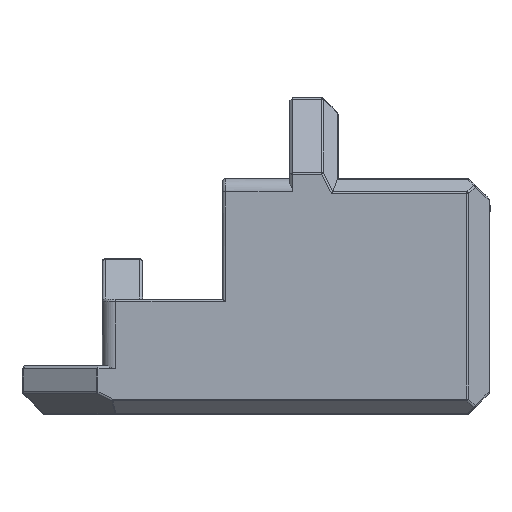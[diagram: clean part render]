
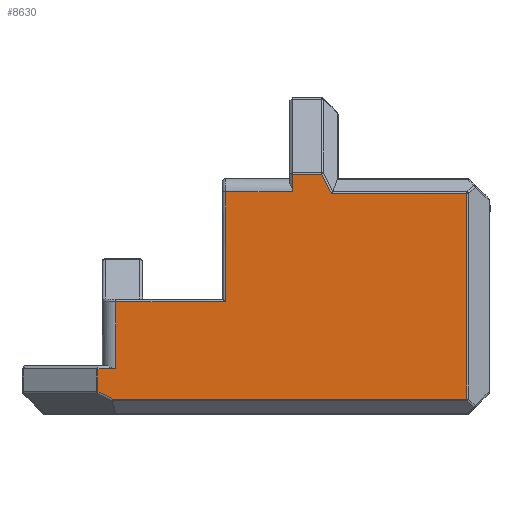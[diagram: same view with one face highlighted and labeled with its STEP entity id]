
A CAD part, front view. The second image highlights one B-rep face of the part: STEP entity #8630.
In plain terms, the highlighted planar face has unit normal (0, -1, 0).
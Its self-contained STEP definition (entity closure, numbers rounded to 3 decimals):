
#1010=FACE_OUTER_BOUND('',#1592,.T.);
#1592=EDGE_LOOP('',(#5912,#5913,#5914,#5915,#5916,#5917,#5918,#5919,#5920,
#5921,#5922,#5923,#5924));
#2249=LINE('',#13376,#3005);
#2250=LINE('',#13378,#3006);
#2251=LINE('',#13380,#3007);
#2252=LINE('',#13382,#3008);
#2253=LINE('',#13384,#3009);
#2254=LINE('',#13386,#3010);
#2255=LINE('',#13388,#3011);
#2256=LINE('',#13390,#3012);
#2257=LINE('',#13392,#3013);
#2258=LINE('',#13394,#3014);
#2259=LINE('',#13396,#3015);
#2260=LINE('',#13398,#3016);
#2261=LINE('',#13399,#3017);
#3005=VECTOR('',#10454,10.);
#3006=VECTOR('',#10455,10.);
#3007=VECTOR('',#10456,10.);
#3008=VECTOR('',#10457,10.);
#3009=VECTOR('',#10458,10.);
#3010=VECTOR('',#10459,10.);
#3011=VECTOR('',#10460,10.);
#3012=VECTOR('',#10461,10.);
#3013=VECTOR('',#10462,10.);
#3014=VECTOR('',#10463,10.);
#3015=VECTOR('',#10464,10.);
#3016=VECTOR('',#10465,10.);
#3017=VECTOR('',#10466,10.);
#3725=VERTEX_POINT('',#13374);
#3726=VERTEX_POINT('',#13375);
#3727=VERTEX_POINT('',#13377);
#3728=VERTEX_POINT('',#13379);
#3729=VERTEX_POINT('',#13381);
#3730=VERTEX_POINT('',#13383);
#3731=VERTEX_POINT('',#13385);
#3732=VERTEX_POINT('',#13387);
#3733=VERTEX_POINT('',#13389);
#3734=VERTEX_POINT('',#13391);
#3735=VERTEX_POINT('',#13393);
#3736=VERTEX_POINT('',#13395);
#3737=VERTEX_POINT('',#13397);
#4520=EDGE_CURVE('',#3725,#3726,#2249,.T.);
#4521=EDGE_CURVE('',#3727,#3725,#2250,.T.);
#4522=EDGE_CURVE('',#3728,#3727,#2251,.T.);
#4523=EDGE_CURVE('',#3729,#3728,#2252,.T.);
#4524=EDGE_CURVE('',#3730,#3729,#2253,.T.);
#4525=EDGE_CURVE('',#3731,#3730,#2254,.T.);
#4526=EDGE_CURVE('',#3732,#3731,#2255,.T.);
#4527=EDGE_CURVE('',#3733,#3732,#2256,.T.);
#4528=EDGE_CURVE('',#3734,#3733,#2257,.T.);
#4529=EDGE_CURVE('',#3735,#3734,#2258,.T.);
#4530=EDGE_CURVE('',#3736,#3735,#2259,.T.);
#4531=EDGE_CURVE('',#3737,#3736,#2260,.T.);
#4532=EDGE_CURVE('',#3726,#3737,#2261,.T.);
#5912=ORIENTED_EDGE('',*,*,#4520,.F.);
#5913=ORIENTED_EDGE('',*,*,#4521,.F.);
#5914=ORIENTED_EDGE('',*,*,#4522,.F.);
#5915=ORIENTED_EDGE('',*,*,#4523,.F.);
#5916=ORIENTED_EDGE('',*,*,#4524,.F.);
#5917=ORIENTED_EDGE('',*,*,#4525,.F.);
#5918=ORIENTED_EDGE('',*,*,#4526,.F.);
#5919=ORIENTED_EDGE('',*,*,#4527,.F.);
#5920=ORIENTED_EDGE('',*,*,#4528,.F.);
#5921=ORIENTED_EDGE('',*,*,#4529,.F.);
#5922=ORIENTED_EDGE('',*,*,#4530,.F.);
#5923=ORIENTED_EDGE('',*,*,#4531,.F.);
#5924=ORIENTED_EDGE('',*,*,#4532,.F.);
#8414=PLANE('',#9233);
#8630=ADVANCED_FACE('',(#1010),#8414,.F.);
#9233=AXIS2_PLACEMENT_3D('',#13373,#10452,#10453);
#10452=DIRECTION('center_axis',(0.,1.,0.));
#10453=DIRECTION('ref_axis',(1.,0.,0.));
#10454=DIRECTION('',(-1.,0.,0.));
#10455=DIRECTION('',(0.,0.,-1.));
#10456=DIRECTION('',(1.,0.,0.));
#10457=DIRECTION('',(0.447,0.,-0.894));
#10458=DIRECTION('',(1.,0.,0.));
#10459=DIRECTION('',(0.,0.,1.));
#10460=DIRECTION('',(1.,0.,0.));
#10461=DIRECTION('',(0.,0.,1.));
#10462=DIRECTION('',(1.,0.,0.));
#10463=DIRECTION('',(0.,0.,1.));
#10464=DIRECTION('',(1.,0.,0.));
#10465=DIRECTION('',(0.,0.,1.));
#10466=DIRECTION('',(-0.894,0.,0.447));
#13373=CARTESIAN_POINT('Origin',(-1.6,-17.562,10.62));
#13374=CARTESIAN_POINT('',(13.119,-17.562,1.151));
#13375=CARTESIAN_POINT('',(-13.324,-17.562,1.151));
#13376=CARTESIAN_POINT('',(-2.475,-17.562,1.151));
#13377=CARTESIAN_POINT('',(13.119,-17.562,16.488));
#13378=CARTESIAN_POINT('',(13.119,-17.562,10.42));
#13379=CARTESIAN_POINT('',(3.015,-17.562,16.488));
#13380=CARTESIAN_POINT('',(-1.475,-17.562,16.488));
#13381=CARTESIAN_POINT('',(2.286,-17.562,17.946));
#13382=CARTESIAN_POINT('',(1.624,-17.562,19.27));
#13383=CARTESIAN_POINT('',(0.1,-17.562,17.946));
#13384=CARTESIAN_POINT('',(1.2,-17.562,17.946));
#13385=CARTESIAN_POINT('',(0.1,-17.562,16.62));
#13386=CARTESIAN_POINT('',(0.1,-17.562,20.495));
#13387=CARTESIAN_POINT('',(-4.9,-17.562,16.62));
#13388=CARTESIAN_POINT('',(-1.35,-17.562,16.62));
#13389=CARTESIAN_POINT('',(-4.9,-17.562,8.42));
#13390=CARTESIAN_POINT('',(-4.9,-17.562,12.62));
#13391=CARTESIAN_POINT('',(-13.1,-17.562,8.42));
#13392=CARTESIAN_POINT('',(-7.6,-17.562,8.42));
#13393=CARTESIAN_POINT('',(-13.1,-17.562,3.42));
#13394=CARTESIAN_POINT('',(-13.1,-17.562,8.62));
#13395=CARTESIAN_POINT('',(-14.427,-17.562,3.42));
#13396=CARTESIAN_POINT('',(-5.65,-17.562,3.42));
#13397=CARTESIAN_POINT('',(-14.427,-17.562,1.703));
#13398=CARTESIAN_POINT('',(-14.427,-17.562,5.32));
#13399=CARTESIAN_POINT('',(-10.89,-17.562,-0.066));
